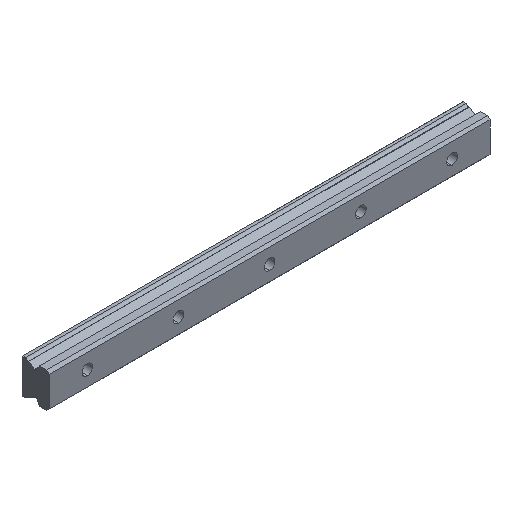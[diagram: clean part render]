
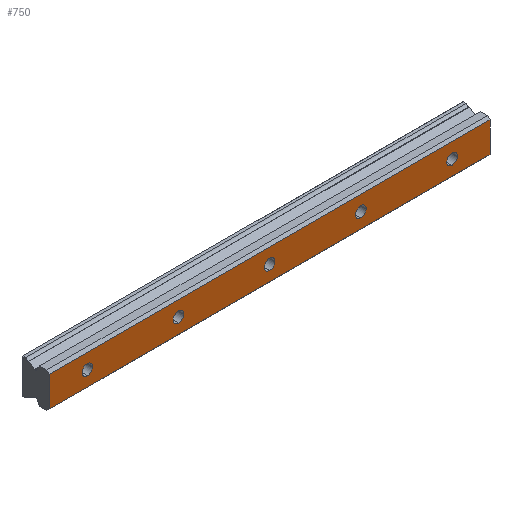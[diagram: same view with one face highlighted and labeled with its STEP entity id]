
A CAD part, isometric view. The second image highlights one B-rep face of the part: STEP entity #750.
In plain terms, the highlighted planar face has unit normal (0, -1, 0).
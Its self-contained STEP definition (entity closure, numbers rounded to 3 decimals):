
#16 = CARTESIAN_POINT ( 'NONE',  ( 240., 0., 0. ) ) ;
#38 = ORIENTED_EDGE ( 'NONE', *, *, #412, .F. ) ;
#44 = LINE ( 'NONE', #931, #616 ) ;
#52 = AXIS2_PLACEMENT_3D ( 'NONE', #1363, #203, #190 ) ;
#73 = CIRCLE ( 'NONE', #1025, 3.5 ) ;
#74 = AXIS2_PLACEMENT_3D ( 'NONE', #464, #982, #1496 ) ;
#75 = FACE_OUTER_BOUND ( 'NONE', #222, .T. ) ;
#87 = DIRECTION ( 'NONE',  ( 0., 1., 0. ) ) ;
#89 = VERTEX_POINT ( 'NONE', #797 ) ;
#104 = DIRECTION ( 'NONE',  ( 0., -1., 0. ) ) ;
#133 = CARTESIAN_POINT ( 'NONE',  ( 180., 0., 0. ) ) ;
#162 = CARTESIAN_POINT ( 'NONE',  ( 60., 0., -3.5 ) ) ;
#184 = CIRCLE ( 'NONE', #1083, 3.5 ) ;
#190 = DIRECTION ( 'NONE',  ( 0., 0., 1. ) ) ;
#203 = DIRECTION ( 'NONE',  ( 0., -1., 0. ) ) ;
#219 = CARTESIAN_POINT ( 'NONE',  ( -25., 0., 9.9 ) ) ;
#222 = EDGE_LOOP ( 'NONE', ( #272, #877, #424, #1133 ) ) ;
#241 = DIRECTION ( 'NONE',  ( 0., -1., 0. ) ) ;
#257 = DIRECTION ( 'NONE',  ( 0., 0., 1. ) ) ;
#272 = ORIENTED_EDGE ( 'NONE', *, *, #1184, .F. ) ;
#292 = DIRECTION ( 'NONE',  ( 0., -1., 0. ) ) ;
#318 = LINE ( 'NONE', #1474, #1515 ) ;
#327 = VERTEX_POINT ( 'NONE', #1004 ) ;
#378 = VERTEX_POINT ( 'NONE', #1487 ) ;
#382 = DIRECTION ( 'NONE',  ( 0., -1., 0. ) ) ;
#394 = CARTESIAN_POINT ( 'NONE',  ( 0., 0., -3.5 ) ) ;
#407 = CARTESIAN_POINT ( 'NONE',  ( 180., 0., 3.5 ) ) ;
#412 = EDGE_CURVE ( 'NONE', #955, #1416, #73, .T. ) ;
#423 = DIRECTION ( 'NONE',  ( 0., 0., 1. ) ) ;
#424 = ORIENTED_EDGE ( 'NONE', *, *, #1530, .F. ) ;
#432 = AXIS2_PLACEMENT_3D ( 'NONE', #133, #1489, #656 ) ;
#440 = EDGE_LOOP ( 'NONE', ( #1662, #883 ) ) ;
#452 = DIRECTION ( 'NONE',  ( 0., 0., 1. ) ) ;
#461 = DIRECTION ( 'NONE',  ( 0., -1., 0. ) ) ;
#464 = CARTESIAN_POINT ( 'NONE',  ( 120., 0., 0. ) ) ;
#467 = EDGE_CURVE ( 'NONE', #1015, #499, #1379, .T. ) ;
#492 = ORIENTED_EDGE ( 'NONE', *, *, #1235, .F. ) ;
#499 = VERTEX_POINT ( 'NONE', #760 ) ;
#537 = CARTESIAN_POINT ( 'NONE',  ( 120., 0., 0. ) ) ;
#550 = VECTOR ( 'NONE', #901, 1000. ) ;
#566 = VERTEX_POINT ( 'NONE', #576 ) ;
#567 = DIRECTION ( 'NONE',  ( 0., 0., -1. ) ) ;
#575 = ORIENTED_EDGE ( 'NONE', *, *, #1456, .F. ) ;
#576 = CARTESIAN_POINT ( 'NONE',  ( -25., 0., -9.9 ) ) ;
#616 = VECTOR ( 'NONE', #567, 1000. ) ;
#630 = LINE ( 'NONE', #775, #550 ) ;
#635 = CARTESIAN_POINT ( 'NONE',  ( -25., 0., 9.9 ) ) ;
#639 = DIRECTION ( 'NONE',  ( 0., 0., 1. ) ) ;
#656 = DIRECTION ( 'NONE',  ( 0., 0., 1. ) ) ;
#668 = CARTESIAN_POINT ( 'NONE',  ( 60., 0., 0. ) ) ;
#680 = EDGE_CURVE ( 'NONE', #89, #327, #44, .T. ) ;
#693 = VERTEX_POINT ( 'NONE', #162 ) ;
#707 = FACE_BOUND ( 'NONE', #1008, .T. ) ;
#717 = ORIENTED_EDGE ( 'NONE', *, *, #467, .F. ) ;
#719 = DIRECTION ( 'NONE',  ( 0., 0., 1. ) ) ;
#750 = ADVANCED_FACE ( 'NONE', ( #75, #1234, #866, #988, #707, #1625 ), #856, .F. ) ;
#754 = CIRCLE ( 'NONE', #74, 3.5 ) ;
#760 = CARTESIAN_POINT ( 'NONE',  ( 120., 0., -3.5 ) ) ;
#775 = CARTESIAN_POINT ( 'NONE',  ( 265., 0., 9.9 ) ) ;
#785 = CIRCLE ( 'NONE', #1597, 3.5 ) ;
#788 = CARTESIAN_POINT ( 'NONE',  ( 0., 0., 0. ) ) ;
#789 = AXIS2_PLACEMENT_3D ( 'NONE', #1623, #461, #719 ) ;
#797 = CARTESIAN_POINT ( 'NONE',  ( 265., 0., 9.9 ) ) ;
#798 = VERTEX_POINT ( 'NONE', #1122 ) ;
#821 = EDGE_CURVE ( 'NONE', #499, #1015, #754, .T. ) ;
#831 = ORIENTED_EDGE ( 'NONE', *, *, #1411, .F. ) ;
#842 = DIRECTION ( 'NONE',  ( -1., 0., 0. ) ) ;
#856 = PLANE ( 'NONE',  #1053 ) ;
#862 = AXIS2_PLACEMENT_3D ( 'NONE', #668, #292, #423 ) ;
#866 = FACE_BOUND ( 'NONE', #1062, .T. ) ;
#877 = ORIENTED_EDGE ( 'NONE', *, *, #680, .F. ) ;
#883 = ORIENTED_EDGE ( 'NONE', *, *, #1370, .F. ) ;
#899 = CARTESIAN_POINT ( 'NONE',  ( 180., 0., -3.5 ) ) ;
#901 = DIRECTION ( 'NONE',  ( 1., 0., 0. ) ) ;
#902 = DIRECTION ( 'NONE',  ( 0., 0., 1. ) ) ;
#927 = VERTEX_POINT ( 'NONE', #219 ) ;
#931 = CARTESIAN_POINT ( 'NONE',  ( 265., 0., 9.9 ) ) ;
#933 = EDGE_LOOP ( 'NONE', ( #831, #575 ) ) ;
#938 = CARTESIAN_POINT ( 'NONE',  ( 240., 0., -3.5 ) ) ;
#955 = VERTEX_POINT ( 'NONE', #1328 ) ;
#956 = CIRCLE ( 'NONE', #789, 3.5 ) ;
#957 = VERTEX_POINT ( 'NONE', #938 ) ;
#982 = DIRECTION ( 'NONE',  ( 0., -1., 0. ) ) ;
#988 = FACE_BOUND ( 'NONE', #933, .T. ) ;
#994 = CARTESIAN_POINT ( 'NONE',  ( 265., 0., 9.9 ) ) ;
#1004 = CARTESIAN_POINT ( 'NONE',  ( 265., 0., -9.9 ) ) ;
#1006 = VERTEX_POINT ( 'NONE', #407 ) ;
#1008 = EDGE_LOOP ( 'NONE', ( #717, #1191 ) ) ;
#1015 = VERTEX_POINT ( 'NONE', #1071 ) ;
#1025 = AXIS2_PLACEMENT_3D ( 'NONE', #788, #1676, #902 ) ;
#1028 = EDGE_CURVE ( 'NONE', #798, #957, #785, .T. ) ;
#1036 = DIRECTION ( 'NONE',  ( 0., 0., 1. ) ) ;
#1038 = EDGE_CURVE ( 'NONE', #378, #693, #1220, .T. ) ;
#1053 = AXIS2_PLACEMENT_3D ( 'NONE', #994, #87, #1378 ) ;
#1062 = EDGE_LOOP ( 'NONE', ( #1613, #492 ) ) ;
#1071 = CARTESIAN_POINT ( 'NONE',  ( 120., 0., 3.5 ) ) ;
#1083 = AXIS2_PLACEMENT_3D ( 'NONE', #1173, #241, #257 ) ;
#1122 = CARTESIAN_POINT ( 'NONE',  ( 240., 0., 3.5 ) ) ;
#1133 = ORIENTED_EDGE ( 'NONE', *, *, #1263, .F. ) ;
#1170 = CIRCLE ( 'NONE', #432, 3.5 ) ;
#1173 = CARTESIAN_POINT ( 'NONE',  ( 180., 0., 0. ) ) ;
#1184 = EDGE_CURVE ( 'NONE', #327, #566, #318, .T. ) ;
#1185 = DIRECTION ( 'NONE',  ( 0., 0., 1. ) ) ;
#1191 = ORIENTED_EDGE ( 'NONE', *, *, #821, .F. ) ;
#1220 = CIRCLE ( 'NONE', #862, 3.5 ) ;
#1234 = FACE_BOUND ( 'NONE', #1289, .T. ) ;
#1235 = EDGE_CURVE ( 'NONE', #957, #798, #1246, .T. ) ;
#1246 = CIRCLE ( 'NONE', #52, 3.5 ) ;
#1263 = EDGE_CURVE ( 'NONE', #566, #927, #1518, .T. ) ;
#1270 = AXIS2_PLACEMENT_3D ( 'NONE', #537, #382, #639 ) ;
#1275 = VERTEX_POINT ( 'NONE', #899 ) ;
#1289 = EDGE_LOOP ( 'NONE', ( #38, #1398 ) ) ;
#1328 = CARTESIAN_POINT ( 'NONE',  ( 0., 0., 3.5 ) ) ;
#1363 = CARTESIAN_POINT ( 'NONE',  ( 240., 0., 0. ) ) ;
#1370 = EDGE_CURVE ( 'NONE', #693, #378, #1600, .T. ) ;
#1378 = DIRECTION ( 'NONE',  ( 0., 0., 1. ) ) ;
#1379 = CIRCLE ( 'NONE', #1270, 3.5 ) ;
#1398 = ORIENTED_EDGE ( 'NONE', *, *, #1636, .F. ) ;
#1411 = EDGE_CURVE ( 'NONE', #1006, #1275, #1170, .T. ) ;
#1416 = VERTEX_POINT ( 'NONE', #394 ) ;
#1435 = AXIS2_PLACEMENT_3D ( 'NONE', #1672, #104, #452 ) ;
#1456 = EDGE_CURVE ( 'NONE', #1275, #1006, #184, .T. ) ;
#1460 = VECTOR ( 'NONE', #1036, 1000. ) ;
#1474 = CARTESIAN_POINT ( 'NONE',  ( 265., 0., -9.9 ) ) ;
#1487 = CARTESIAN_POINT ( 'NONE',  ( 60., 0., 3.5 ) ) ;
#1489 = DIRECTION ( 'NONE',  ( 0., -1., 0. ) ) ;
#1496 = DIRECTION ( 'NONE',  ( 0., 0., 1. ) ) ;
#1515 = VECTOR ( 'NONE', #842, 1000. ) ;
#1518 = LINE ( 'NONE', #635, #1460 ) ;
#1530 = EDGE_CURVE ( 'NONE', #927, #89, #630, .T. ) ;
#1590 = DIRECTION ( 'NONE',  ( 0., -1., 0. ) ) ;
#1597 = AXIS2_PLACEMENT_3D ( 'NONE', #16, #1590, #1185 ) ;
#1600 = CIRCLE ( 'NONE', #1435, 3.5 ) ;
#1613 = ORIENTED_EDGE ( 'NONE', *, *, #1028, .F. ) ;
#1623 = CARTESIAN_POINT ( 'NONE',  ( 0., 0., 0. ) ) ;
#1625 = FACE_BOUND ( 'NONE', #440, .T. ) ;
#1636 = EDGE_CURVE ( 'NONE', #1416, #955, #956, .T. ) ;
#1662 = ORIENTED_EDGE ( 'NONE', *, *, #1038, .F. ) ;
#1672 = CARTESIAN_POINT ( 'NONE',  ( 60., 0., 0. ) ) ;
#1676 = DIRECTION ( 'NONE',  ( 0., -1., 0. ) ) ;
